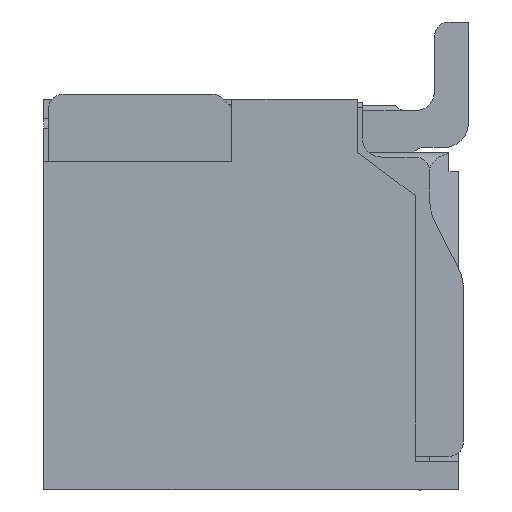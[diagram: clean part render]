
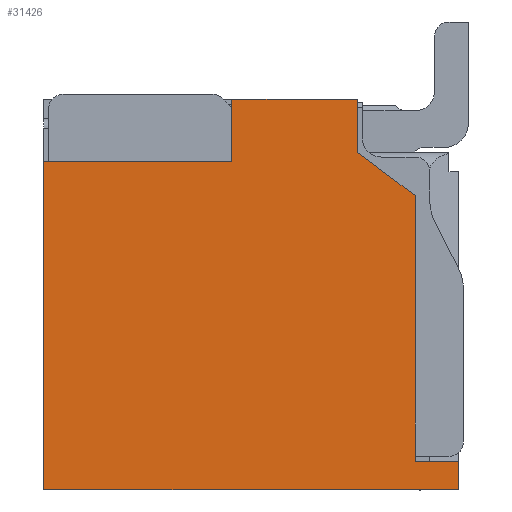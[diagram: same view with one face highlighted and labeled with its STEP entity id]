
A CAD part, left-side view. The second image highlights one B-rep face of the part: STEP entity #31426.
In plain terms, the highlighted planar face has unit normal (-1, 0, 0).
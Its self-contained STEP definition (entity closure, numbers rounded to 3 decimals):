
#507 = VERTEX_POINT ( 'NONE', #23620 ) ;
#780 = VERTEX_POINT ( 'NONE', #39120 ) ;
#843 = AXIS2_PLACEMENT_3D ( 'NONE', #36539, #1219, #25757 ) ;
#1219 = DIRECTION ( 'NONE',  ( 1., 0., 0. ) ) ;
#1582 = VERTEX_POINT ( 'NONE', #11721 ) ;
#2864 = CARTESIAN_POINT ( 'NONE',  ( -10.375, -1.7, -1.725 ) ) ;
#2923 = CARTESIAN_POINT ( 'NONE',  ( -10.375, 0., 1.375 ) ) ;
#3840 = CARTESIAN_POINT ( 'NONE',  ( -10.375, -1.7, 1.025 ) ) ;
#4457 = EDGE_CURVE ( 'NONE', #11615, #39604, #8558, .T. ) ;
#4639 = EDGE_CURVE ( 'NONE', #33770, #507, #7271, .T. ) ;
#6546 = EDGE_CURVE ( 'NONE', #780, #1582, #11850, .T. ) ;
#7271 = LINE ( 'NONE', #19987, #36388 ) ;
#8420 = CARTESIAN_POINT ( 'NONE',  ( -10.375, -2.15, -2.025 ) ) ;
#8433 = LINE ( 'NONE', #21377, #39020 ) ;
#8517 = DIRECTION ( 'NONE',  ( 0., -0.8, -0.6 ) ) ;
#8558 = LINE ( 'NONE', #33789, #33766 ) ;
#8820 = DIRECTION ( 'NONE',  ( 0., 0., -1. ) ) ;
#9148 = DIRECTION ( 'NONE',  ( 0., 0., 1. ) ) ;
#10117 = LINE ( 'NONE', #19677, #26750 ) ;
#10358 = ORIENTED_EDGE ( 'NONE', *, *, #12895, .F. ) ;
#11615 = VERTEX_POINT ( 'NONE', #39585 ) ;
#11721 = CARTESIAN_POINT ( 'NONE',  ( -10.375, 0.2, 2.025 ) ) ;
#11850 = LINE ( 'NONE', #15608, #33617 ) ;
#12137 = VECTOR ( 'NONE', #22109, 1000. ) ;
#12352 = ORIENTED_EDGE ( 'NONE', *, *, #24748, .F. ) ;
#12895 = EDGE_CURVE ( 'NONE', #26053, #23689, #8433, .T. ) ;
#13976 = LINE ( 'NONE', #41121, #12137 ) ;
#14757 = LINE ( 'NONE', #21242, #34457 ) ;
#14801 = DIRECTION ( 'NONE',  ( 0., 0., -1. ) ) ;
#14858 = DIRECTION ( 'NONE',  ( 0., 0., 1. ) ) ;
#15332 = ORIENTED_EDGE ( 'NONE', *, *, #20291, .T. ) ;
#15608 = CARTESIAN_POINT ( 'NONE',  ( -10.375, 0.2, 0. ) ) ;
#15673 = DIRECTION ( 'NONE',  ( 0., -1., 0. ) ) ;
#17698 = EDGE_CURVE ( 'NONE', #35155, #33770, #25089, .T. ) ;
#17795 = VECTOR ( 'NONE', #14858, 1000. ) ;
#18830 = ORIENTED_EDGE ( 'NONE', *, *, #24372, .F. ) ;
#19677 = CARTESIAN_POINT ( 'NONE',  ( -10.375, 2.15, 0. ) ) ;
#19987 = CARTESIAN_POINT ( 'NONE',  ( -10.375, 0., -1.725 ) ) ;
#20137 = VECTOR ( 'NONE', #8820, 1000. ) ;
#20247 = ORIENTED_EDGE ( 'NONE', *, *, #4457, .F. ) ;
#20265 = PLANE ( 'NONE',  #843 ) ;
#20291 = EDGE_CURVE ( 'NONE', #26053, #507, #24462, .T. ) ;
#21215 = EDGE_CURVE ( 'NONE', #1582, #11615, #13976, .T. ) ;
#21242 = CARTESIAN_POINT ( 'NONE',  ( -10.375, -1.1, 1.475 ) ) ;
#21377 = CARTESIAN_POINT ( 'NONE',  ( -10.375, 0., -2.025 ) ) ;
#21851 = EDGE_LOOP ( 'NONE', ( #22634, #10358, #15332, #23405, #25934, #12352, #20247, #25793, #31365, #18830 ) ) ;
#22109 = DIRECTION ( 'NONE',  ( 0., -1., 0. ) ) ;
#22524 = CARTESIAN_POINT ( 'NONE',  ( -10.375, -2.15, -0.375 ) ) ;
#22634 = ORIENTED_EDGE ( 'NONE', *, *, #27187, .F. ) ;
#23309 = CARTESIAN_POINT ( 'NONE',  ( -10.375, -1.1, 1.475 ) ) ;
#23405 = ORIENTED_EDGE ( 'NONE', *, *, #4639, .F. ) ;
#23620 = CARTESIAN_POINT ( 'NONE',  ( -10.375, -2.15, -1.725 ) ) ;
#23689 = VERTEX_POINT ( 'NONE', #36081 ) ;
#24372 = EDGE_CURVE ( 'NONE', #34354, #780, #31534, .T. ) ;
#24462 = LINE ( 'NONE', #22524, #17795 ) ;
#24748 = EDGE_CURVE ( 'NONE', #39604, #35155, #14757, .T. ) ;
#25089 = LINE ( 'NONE', #28208, #20137 ) ;
#25757 = DIRECTION ( 'NONE',  ( 0., 0., -1. ) ) ;
#25793 = ORIENTED_EDGE ( 'NONE', *, *, #21215, .F. ) ;
#25934 = ORIENTED_EDGE ( 'NONE', *, *, #17698, .F. ) ;
#26053 = VERTEX_POINT ( 'NONE', #8420 ) ;
#26750 = VECTOR ( 'NONE', #32423, 1000. ) ;
#27187 = EDGE_CURVE ( 'NONE', #23689, #34354, #10117, .T. ) ;
#28208 = CARTESIAN_POINT ( 'NONE',  ( -10.375, -1.7, 0. ) ) ;
#29058 = VECTOR ( 'NONE', #15673, 1000. ) ;
#30773 = DIRECTION ( 'NONE',  ( 0., 1., 0. ) ) ;
#31365 = ORIENTED_EDGE ( 'NONE', *, *, #6546, .F. ) ;
#31426 = ADVANCED_FACE ( 'NONE', ( #32005 ), #20265, .F. ) ;
#31534 = LINE ( 'NONE', #2923, #29058 ) ;
#32005 = FACE_OUTER_BOUND ( 'NONE', #21851, .T. ) ;
#32423 = DIRECTION ( 'NONE',  ( 0., 0., 1. ) ) ;
#33108 = DIRECTION ( 'NONE',  ( 0., -1., 0. ) ) ;
#33617 = VECTOR ( 'NONE', #9148, 1000. ) ;
#33766 = VECTOR ( 'NONE', #14801, 1000. ) ;
#33770 = VERTEX_POINT ( 'NONE', #2864 ) ;
#33789 = CARTESIAN_POINT ( 'NONE',  ( -10.375, -1.1, 0. ) ) ;
#34354 = VERTEX_POINT ( 'NONE', #41318 ) ;
#34457 = VECTOR ( 'NONE', #8517, 1000. ) ;
#35155 = VERTEX_POINT ( 'NONE', #3840 ) ;
#36081 = CARTESIAN_POINT ( 'NONE',  ( -10.375, 2.15, -2.025 ) ) ;
#36388 = VECTOR ( 'NONE', #33108, 1000. ) ;
#36539 = CARTESIAN_POINT ( 'NONE',  ( -10.375, 0., 0. ) ) ;
#39020 = VECTOR ( 'NONE', #30773, 1000. ) ;
#39120 = CARTESIAN_POINT ( 'NONE',  ( -10.375, 0.2, 1.375 ) ) ;
#39585 = CARTESIAN_POINT ( 'NONE',  ( -10.375, -1.1, 2.025 ) ) ;
#39604 = VERTEX_POINT ( 'NONE', #23309 ) ;
#41121 = CARTESIAN_POINT ( 'NONE',  ( -10.375, 0., 2.025 ) ) ;
#41318 = CARTESIAN_POINT ( 'NONE',  ( -10.375, 2.15, 1.375 ) ) ;
